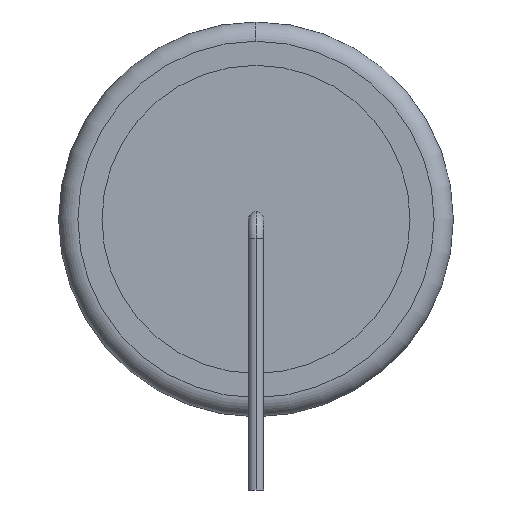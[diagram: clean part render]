
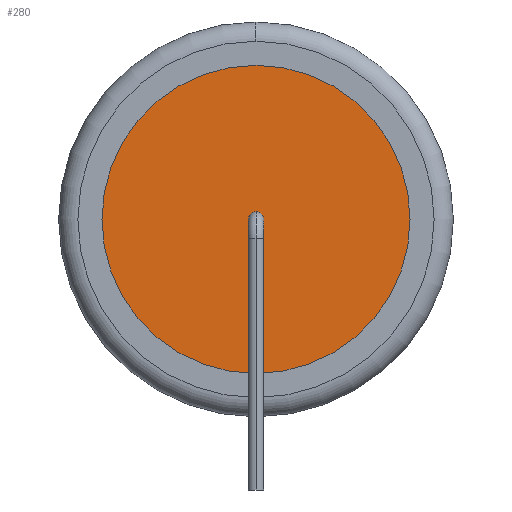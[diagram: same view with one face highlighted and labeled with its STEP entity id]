
A CAD part, left-side view. The second image highlights one B-rep face of the part: STEP entity #280.
In plain terms, the highlighted planar face has unit normal (-1, 0, 0).
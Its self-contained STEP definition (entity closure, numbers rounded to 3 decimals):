
#212=CARTESIAN_POINT('',(-18.8,8.,10.25));
#213=VERTEX_POINT('',#212);
#229=CARTESIAN_POINT('',(-18.8,-8.,10.25));
#230=VERTEX_POINT('',#229);
#237=CARTESIAN_POINT('',(-18.8,0.,10.25));
#238=DIRECTION('',(1.0,0.0,0.0));
#239=DIRECTION('',(0.0,1.0,0.0));
#240=AXIS2_PLACEMENT_3D('',#237,#238,#239);
#241=CIRCLE('',#240,8.0);
#242=EDGE_CURVE('',#230,#213,#241,.T.);
#253=CARTESIAN_POINT('',(-18.8,0.,10.25));
#254=DIRECTION('',(1.0,0.0,0.0));
#255=DIRECTION('',(0.0,1.0,0.0));
#256=AXIS2_PLACEMENT_3D('',#253,#254,#255);
#257=CIRCLE('',#256,8.0);
#258=EDGE_CURVE('',#213,#230,#257,.T.);
#271=CARTESIAN_POINT('',(-18.8,0.,10.25));
#272=DIRECTION('',(1.0,0.0,0.0));
#273=DIRECTION('',(0.0,0.0,-1.0));
#274=AXIS2_PLACEMENT_3D('',#271,#272,#273);
#275=PLANE('',#274);
#276=ORIENTED_EDGE('',*,*,#258,.F.);
#277=ORIENTED_EDGE('',*,*,#242,.F.);
#278=EDGE_LOOP('',(#276,#277));
#279=FACE_OUTER_BOUND('',#278,.T.);
#280=ADVANCED_FACE('',(#279),#275,.F.);
